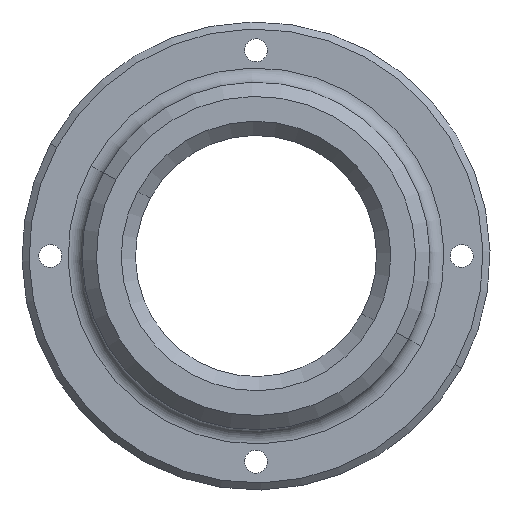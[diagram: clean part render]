
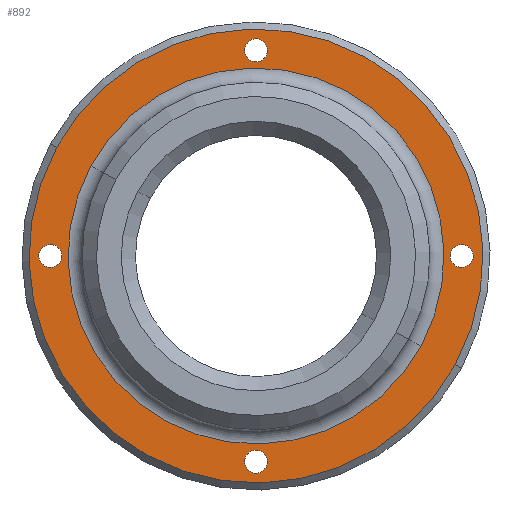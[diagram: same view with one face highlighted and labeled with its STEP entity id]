
A CAD part, left-side view. The second image highlights one B-rep face of the part: STEP entity #892.
In plain terms, the highlighted planar face has unit normal (-1, 0, 0).
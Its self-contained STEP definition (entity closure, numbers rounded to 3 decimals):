
#63=CARTESIAN_POINT('Vertex',(0.5,-1.423,28.223)) ;
#77=CARTESIAN_POINT('Vertex',(0.5,1.423,29.777)) ;
#80=CARTESIAN_POINT('Axis2P3D Location',(0.5,0.,29.)) ;
#97=CARTESIAN_POINT('Axis2P3D Location',(0.5,0.,29.)) ;
#248=CARTESIAN_POINT('Vertex',(0.5,28.223,1.423)) ;
#262=CARTESIAN_POINT('Vertex',(0.5,29.777,-1.423)) ;
#265=CARTESIAN_POINT('Axis2P3D Location',(0.5,29.,0.)) ;
#282=CARTESIAN_POINT('Axis2P3D Location',(0.5,29.,0.)) ;
#305=CARTESIAN_POINT('Vertex',(0.5,1.423,-28.223)) ;
#319=CARTESIAN_POINT('Vertex',(0.5,-1.423,-29.777)) ;
#322=CARTESIAN_POINT('Axis2P3D Location',(0.5,0.,-29.)) ;
#339=CARTESIAN_POINT('Axis2P3D Location',(0.5,0.,-29.)) ;
#362=CARTESIAN_POINT('Vertex',(0.5,-28.223,-1.423)) ;
#376=CARTESIAN_POINT('Vertex',(0.5,-29.777,1.423)) ;
#379=CARTESIAN_POINT('Axis2P3D Location',(0.5,-29.,0.)) ;
#396=CARTESIAN_POINT('Axis2P3D Location',(0.5,-29.,0.)) ;
#714=CARTESIAN_POINT('Axis2P3D Location',(0.5,0.,0.)) ;
#718=CARTESIAN_POINT('Vertex',(0.5,-23.256,-12.705)) ;
#720=CARTESIAN_POINT('Vertex',(0.5,23.256,12.705)) ;
#745=CARTESIAN_POINT('Axis2P3D Location',(0.5,0.,0.)) ;
#849=CARTESIAN_POINT('Axis2P3D Location',(0.5,-24.5,0.)) ;
#854=CARTESIAN_POINT('Axis2P3D Location',(0.5,0.,0.)) ;
#858=CARTESIAN_POINT('Vertex',(0.5,-28.083,-15.342)) ;
#860=CARTESIAN_POINT('Vertex',(0.5,28.083,15.342)) ;
#863=CARTESIAN_POINT('Axis2P3D Location',(0.5,0.,0.)) ;
#81=DIRECTION('Axis2P3D Direction',(1.,0.,-0.)) ;
#98=DIRECTION('Axis2P3D Direction',(1.,0.,-0.)) ;
#266=DIRECTION('Axis2P3D Direction',(1.,0.,0.)) ;
#283=DIRECTION('Axis2P3D Direction',(1.,0.,0.)) ;
#323=DIRECTION('Axis2P3D Direction',(1.,0.,0.)) ;
#340=DIRECTION('Axis2P3D Direction',(1.,0.,0.)) ;
#380=DIRECTION('Axis2P3D Direction',(1.,0.,-0.)) ;
#397=DIRECTION('Axis2P3D Direction',(1.,0.,-0.)) ;
#715=DIRECTION('Axis2P3D Direction',(1.,-0.,0.)) ;
#746=DIRECTION('Axis2P3D Direction',(1.,0.,-0.)) ;
#850=DIRECTION('Axis2P3D Direction',(1.,0.,0.)) ;
#851=DIRECTION('Axis2P3D XDirection',(0.,1.,0.)) ;
#855=DIRECTION('Axis2P3D Direction',(1.,0.,0.)) ;
#864=DIRECTION('Axis2P3D Direction',(1.,0.,0.)) ;
#82=AXIS2_PLACEMENT_3D('Circle Axis2P3D',#80,#81,$) ;
#99=AXIS2_PLACEMENT_3D('Circle Axis2P3D',#97,#98,$) ;
#267=AXIS2_PLACEMENT_3D('Circle Axis2P3D',#265,#266,$) ;
#284=AXIS2_PLACEMENT_3D('Circle Axis2P3D',#282,#283,$) ;
#324=AXIS2_PLACEMENT_3D('Circle Axis2P3D',#322,#323,$) ;
#341=AXIS2_PLACEMENT_3D('Circle Axis2P3D',#339,#340,$) ;
#381=AXIS2_PLACEMENT_3D('Circle Axis2P3D',#379,#380,$) ;
#398=AXIS2_PLACEMENT_3D('Circle Axis2P3D',#396,#397,$) ;
#716=AXIS2_PLACEMENT_3D('Circle Axis2P3D',#714,#715,$) ;
#747=AXIS2_PLACEMENT_3D('Circle Axis2P3D',#745,#746,$) ;
#852=AXIS2_PLACEMENT_3D('Plane Axis2P3D',#849,#850,#851) ;
#856=AXIS2_PLACEMENT_3D('Circle Axis2P3D',#854,#855,$) ;
#865=AXIS2_PLACEMENT_3D('Circle Axis2P3D',#863,#864,$) ;
#869=ORIENTED_EDGE('',*,*,#862,.F.) ;
#870=ORIENTED_EDGE('',*,*,#867,.F.) ;
#873=ORIENTED_EDGE('',*,*,#722,.F.) ;
#874=ORIENTED_EDGE('',*,*,#749,.F.) ;
#877=ORIENTED_EDGE('',*,*,#84,.T.) ;
#878=ORIENTED_EDGE('',*,*,#101,.T.) ;
#881=ORIENTED_EDGE('',*,*,#400,.T.) ;
#882=ORIENTED_EDGE('',*,*,#383,.T.) ;
#885=ORIENTED_EDGE('',*,*,#343,.T.) ;
#886=ORIENTED_EDGE('',*,*,#326,.T.) ;
#889=ORIENTED_EDGE('',*,*,#286,.T.) ;
#890=ORIENTED_EDGE('',*,*,#269,.T.) ;
#875=FACE_BOUND('',#872,.T.) ;
#879=FACE_BOUND('',#876,.T.) ;
#883=FACE_BOUND('',#880,.T.) ;
#887=FACE_BOUND('',#884,.T.) ;
#891=FACE_BOUND('',#888,.T.) ;
#892=ADVANCED_FACE('Corps principal',(#871,#875,#879,#883,#887,#891),#853,.F.) ;
#83=CIRCLE('generated circle',#82,1.621) ;
#100=CIRCLE('generated circle',#99,1.621) ;
#268=CIRCLE('generated circle',#267,1.621) ;
#285=CIRCLE('generated circle',#284,1.621) ;
#325=CIRCLE('generated circle',#324,1.621) ;
#342=CIRCLE('generated circle',#341,1.621) ;
#382=CIRCLE('generated circle',#381,1.621) ;
#399=CIRCLE('generated circle',#398,1.621) ;
#717=CIRCLE('generated circle',#716,26.5) ;
#748=CIRCLE('generated circle',#747,26.5) ;
#857=CIRCLE('generated circle',#856,32.) ;
#866=CIRCLE('generated circle',#865,32.) ;
#84=EDGE_CURVE('',#64,#78,#83,.T.) ;
#101=EDGE_CURVE('',#78,#64,#100,.T.) ;
#269=EDGE_CURVE('',#249,#263,#268,.T.) ;
#286=EDGE_CURVE('',#263,#249,#285,.T.) ;
#326=EDGE_CURVE('',#306,#320,#325,.T.) ;
#343=EDGE_CURVE('',#320,#306,#342,.T.) ;
#383=EDGE_CURVE('',#363,#377,#382,.T.) ;
#400=EDGE_CURVE('',#377,#363,#399,.T.) ;
#722=EDGE_CURVE('',#719,#721,#717,.F.) ;
#749=EDGE_CURVE('',#721,#719,#748,.F.) ;
#862=EDGE_CURVE('',#859,#861,#857,.T.) ;
#867=EDGE_CURVE('',#861,#859,#866,.T.) ;
#868=EDGE_LOOP('',(#869,#870)) ;
#872=EDGE_LOOP('',(#873,#874)) ;
#876=EDGE_LOOP('',(#877,#878)) ;
#880=EDGE_LOOP('',(#881,#882)) ;
#884=EDGE_LOOP('',(#885,#886)) ;
#888=EDGE_LOOP('',(#889,#890)) ;
#871=FACE_OUTER_BOUND('',#868,.T.) ;
#853=PLANE('Plane',#852) ;
#64=VERTEX_POINT('',#63) ;
#78=VERTEX_POINT('',#77) ;
#249=VERTEX_POINT('',#248) ;
#263=VERTEX_POINT('',#262) ;
#306=VERTEX_POINT('',#305) ;
#320=VERTEX_POINT('',#319) ;
#363=VERTEX_POINT('',#362) ;
#377=VERTEX_POINT('',#376) ;
#719=VERTEX_POINT('',#718) ;
#721=VERTEX_POINT('',#720) ;
#859=VERTEX_POINT('',#858) ;
#861=VERTEX_POINT('',#860) ;
